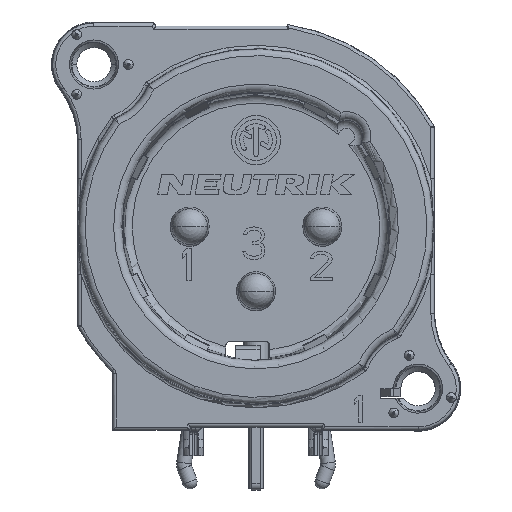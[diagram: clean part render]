
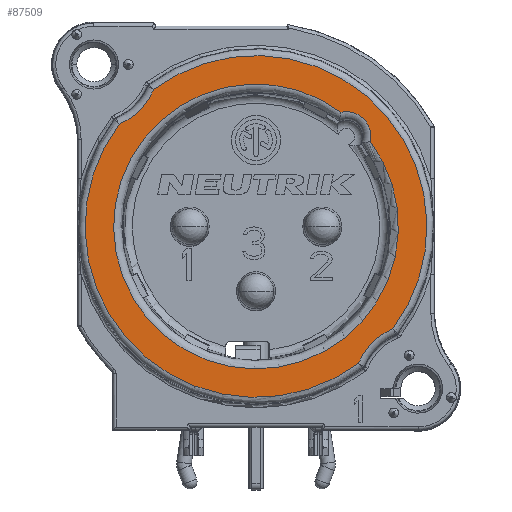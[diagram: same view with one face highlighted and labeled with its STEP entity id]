
A CAD part, top view. The second image highlights one B-rep face of the part: STEP entity #87509.
In plain terms, the highlighted planar face has unit normal (0, 0, 1).
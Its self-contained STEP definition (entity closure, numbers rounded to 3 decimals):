
#35561=CARTESIAN_POINT('',(0.,0.,3.7));
#35562=DIRECTION('',(0.,0.,-1.));
#35563=DIRECTION('',(0.802,0.597,0.));
#35564=AXIS2_PLACEMENT_3D('',#35561,#35562,#35563);
#35577=CARTESIAN_POINT('',(5.193,6.98,3.7));
#35582=CARTESIAN_POINT('',(5.515,5.515,3.7));
#35583=DIRECTION('',(0.,0.,-1.));
#35584=DIRECTION('',(-0.215,0.977,0.));
#35585=AXIS2_PLACEMENT_3D('',#35582,#35583,#35584);
#35598=CARTESIAN_POINT('',(6.98,5.193,3.7));
#35611=CARTESIAN_POINT('',(9.9,-9.9,3.7));
#35612=DIRECTION('',(0.,0.,-1.));
#35613=DIRECTION('',(-0.922,0.388,0.));
#35614=AXIS2_PLACEMENT_3D('',#35611,#35612,#35613);
#35619=CARTESIAN_POINT('',(0.,0.,3.7));
#35620=DIRECTION('',(0.,0.,-1.));
#35621=DIRECTION('',(0.599,-0.801,0.));
#35622=AXIS2_PLACEMENT_3D('',#35619,#35620,#35621);
#35627=CARTESIAN_POINT('',(-9.9,9.9,3.7));
#35628=DIRECTION('',(0.,0.,-1.));
#35629=DIRECTION('',(0.922,-0.388,0.));
#35630=AXIS2_PLACEMENT_3D('',#35627,#35628,#35629);
#35635=CARTESIAN_POINT('',(0.,0.,3.7));
#35636=DIRECTION('',(0.,0.,-1.));
#35637=DIRECTION('',(-0.599,0.801,0.));
#35638=AXIS2_PLACEMENT_3D('',#35635,#35636,#35637);
#41988=CARTESIAN_POINT('',(6.253,-8.363,3.7));
#41989=CARTESIAN_POINT('',(8.363,-6.253,3.7));
#41990=VERTEX_POINT('',#41988);
#41991=VERTEX_POINT('',#41989);
#41996=CARTESIAN_POINT('',(-8.363,6.253,3.7));
#41997=VERTEX_POINT('',#41996);
#42006=CARTESIAN_POINT('',(-6.253,8.363,3.7));
#42007=VERTEX_POINT('',#42006);
#42087=VERTEX_POINT('',#35577);
#42088=VERTEX_POINT('',#35598);
#87490=CARTESIAN_POINT('',(0.,0.,3.7));
#87491=DIRECTION('',(0.,0.,-1.));
#87492=DIRECTION('',(0.,-1.,0.));
#87493=AXIS2_PLACEMENT_3D('',#87490,#87491,#87492);
#87494=PLANE('',#87493);
#87496=ORIENTED_EDGE('',*,*,#87495,.F.);
#87498=ORIENTED_EDGE('',*,*,#87497,.T.);
#87500=ORIENTED_EDGE('',*,*,#87499,.F.);
#87502=ORIENTED_EDGE('',*,*,#87501,.T.);
#87503=EDGE_LOOP('',(#87496,#87498,#87500,#87502));
#87504=FACE_OUTER_BOUND('',#87503,.F.);
#87505=ORIENTED_EDGE('',*,*,#87475,.F.);
#87506=ORIENTED_EDGE('',*,*,#87456,.F.);
#87507=EDGE_LOOP('',(#87505,#87506));
#87508=FACE_BOUND('',#87507,.F.);
#35565=CIRCLE('',#35564,8.7);
#35586=CIRCLE('',#35585,1.5);
#35615=CIRCLE('',#35614,3.958);
#35623=CIRCLE('',#35622,10.442);
#35631=CIRCLE('',#35630,3.958);
#35639=CIRCLE('',#35638,10.442);
#87456=EDGE_CURVE('',#42088,#42087,#35565,.T.);
#87475=EDGE_CURVE('',#42087,#42088,#35586,.T.);
#87495=EDGE_CURVE('',#41990,#41991,#35615,.T.);
#87497=EDGE_CURVE('',#41990,#41997,#35623,.T.);
#87499=EDGE_CURVE('',#42007,#41997,#35631,.T.);
#87501=EDGE_CURVE('',#42007,#41991,#35639,.T.);
#87509=ADVANCED_FACE('',(#87504,#87508),#87494,.F.);
